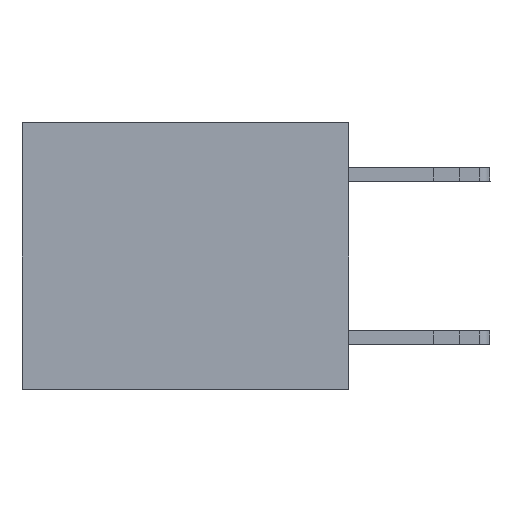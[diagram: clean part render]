
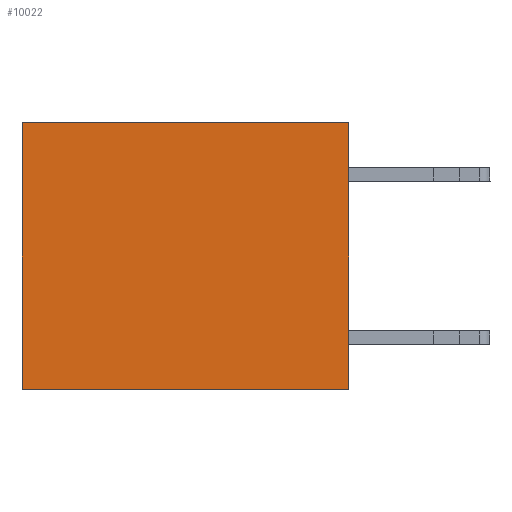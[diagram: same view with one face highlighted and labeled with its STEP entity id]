
A CAD part, left-side view. The second image highlights one B-rep face of the part: STEP entity #10022.
In plain terms, the highlighted planar face has unit normal (-1, 0, 0).
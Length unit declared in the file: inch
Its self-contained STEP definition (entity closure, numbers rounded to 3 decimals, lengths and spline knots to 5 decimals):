
#151 = VECTOR ( 'NONE', #5402, 39.37008 ) ;
#493 = VERTEX_POINT ( 'NONE', #5454 ) ;
#1205 = LINE ( 'NONE', #5925, #5936 ) ;
#1682 = CARTESIAN_POINT ( 'NONE',  ( 0.3165, 0., 0. ) ) ;
#3245 = ORIENTED_EDGE ( 'NONE', *, *, #22727, .F. ) ;
#3414 = VECTOR ( 'NONE', #20650, 39.37008 ) ;
#4366 = PLANE ( 'NONE',  #10940 ) ;
#4710 = VECTOR ( 'NONE', #25323, 39.37008 ) ;
#5402 = DIRECTION ( 'NONE',  ( 0., 1., 0. ) ) ;
#5454 = CARTESIAN_POINT ( 'NONE',  ( 0.3165, 0., -0.49 ) ) ;
#5739 = EDGE_LOOP ( 'NONE', ( #25373, #3245, #8535, #12566 ) ) ;
#5925 = CARTESIAN_POINT ( 'NONE',  ( 0.3165, 0., -0.49 ) ) ;
#5936 = VECTOR ( 'NONE', #9966, 39.37008 ) ;
#6047 = EDGE_CURVE ( 'NONE', #10422, #15068, #25541, .T. ) ;
#8535 = ORIENTED_EDGE ( 'NONE', *, *, #20927, .F. ) ;
#8988 = LINE ( 'NONE', #26001, #151 ) ;
#9966 = DIRECTION ( 'NONE',  ( 0., 0., -1. ) ) ;
#10022 = ADVANCED_FACE ( 'NONE', ( #21858 ), #4366, .F. ) ;
#10422 = VERTEX_POINT ( 'NONE', #25965 ) ;
#10940 = AXIS2_PLACEMENT_3D ( 'NONE', #13100, #17511, #21245 ) ;
#11170 = CARTESIAN_POINT ( 'NONE',  ( 0.3165, 0., 0. ) ) ;
#12001 = EDGE_CURVE ( 'NONE', #22711, #10422, #23365, .T. ) ;
#12566 = ORIENTED_EDGE ( 'NONE', *, *, #12001, .T. ) ;
#13100 = CARTESIAN_POINT ( 'NONE',  ( 0.3165, 0., -0.49 ) ) ;
#15068 = VERTEX_POINT ( 'NONE', #25277 ) ;
#16739 = CARTESIAN_POINT ( 'NONE',  ( 0.3165, 0.6, -0.49 ) ) ;
#17511 = DIRECTION ( 'NONE',  ( 1., 0., 0. ) ) ;
#20650 = DIRECTION ( 'NONE',  ( 0., 0., -1. ) ) ;
#20927 = EDGE_CURVE ( 'NONE', #22711, #493, #1205, .T. ) ;
#21245 = DIRECTION ( 'NONE',  ( 0., 0., -1. ) ) ;
#21858 = FACE_OUTER_BOUND ( 'NONE', #5739, .T. ) ;
#22711 = VERTEX_POINT ( 'NONE', #1682 ) ;
#22727 = EDGE_CURVE ( 'NONE', #493, #15068, #8988, .T. ) ;
#23365 = LINE ( 'NONE', #11170, #4710 ) ;
#25277 = CARTESIAN_POINT ( 'NONE',  ( 0.3165, 0.6, -0.49 ) ) ;
#25323 = DIRECTION ( 'NONE',  ( 0., 1., 0. ) ) ;
#25373 = ORIENTED_EDGE ( 'NONE', *, *, #6047, .T. ) ;
#25541 = LINE ( 'NONE', #16739, #3414 ) ;
#25965 = CARTESIAN_POINT ( 'NONE',  ( 0.3165, 0.6, 0. ) ) ;
#26001 = CARTESIAN_POINT ( 'NONE',  ( 0.3165, 0., -0.49 ) ) ;
